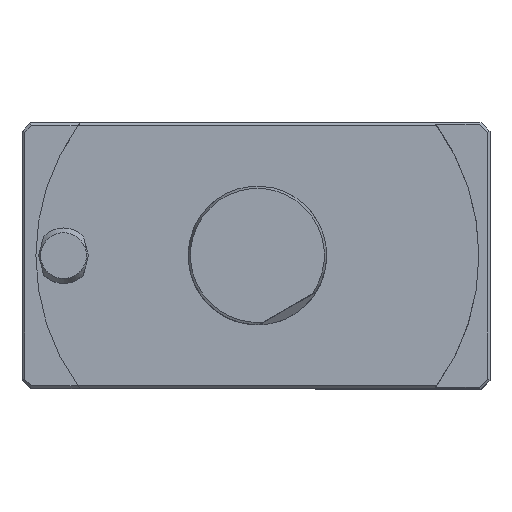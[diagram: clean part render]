
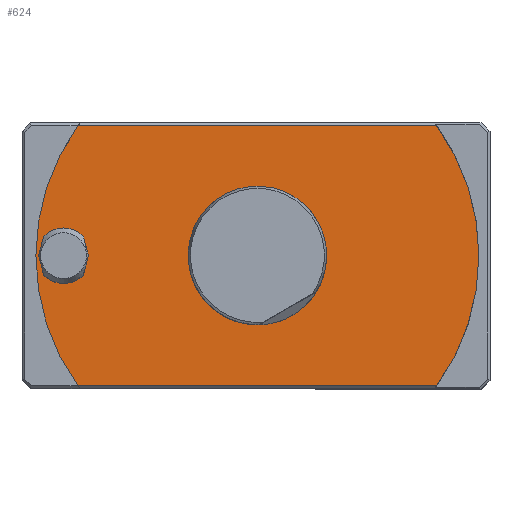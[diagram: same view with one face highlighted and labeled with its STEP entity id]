
A CAD part, top view. The second image highlights one B-rep face of the part: STEP entity #624.
In plain terms, the highlighted planar face has unit normal (0, 0, 1).
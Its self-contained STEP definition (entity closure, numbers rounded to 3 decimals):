
#184=LINE('',#3353,#364);
#185=LINE('',#3359,#365);
#259=LINE('',#3652,#439);
#260=LINE('',#3660,#440);
#262=LINE('',#3671,#442);
#263=LINE('',#3679,#443);
#364=VECTOR('',#2502,1.);
#365=VECTOR('',#2511,1.);
#439=VECTOR('',#2811,1.);
#440=VECTOR('',#2814,1.);
#442=VECTOR('',#2818,1.);
#443=VECTOR('',#2821,1.);
#489=FACE_BOUND('',#954,.T.);
#490=FACE_BOUND('',#955,.T.);
#491=FACE_BOUND('',#956,.T.);
#624=ADVANCED_FACE('',(#489,#490,#491),#728,.T.);
#728=PLANE('',#2272);
#954=EDGE_LOOP('',(#1482,#1483,#1484,#1485,#1486,#1487));
#955=EDGE_LOOP('',(#1488));
#956=EDGE_LOOP('',(#1489,#1490,#1491,#1492));
#1482=ORIENTED_EDGE('',*,*,#1989,.F.);
#1483=ORIENTED_EDGE('',*,*,#1997,.T.);
#1484=ORIENTED_EDGE('',*,*,#1999,.T.);
#1485=ORIENTED_EDGE('',*,*,#1991,.T.);
#1486=ORIENTED_EDGE('',*,*,#2002,.T.);
#1487=ORIENTED_EDGE('',*,*,#2004,.T.);
#1488=ORIENTED_EDGE('',*,*,#1864,.F.);
#1489=ORIENTED_EDGE('',*,*,#1862,.F.);
#1490=ORIENTED_EDGE('',*,*,#1860,.T.);
#1491=ORIENTED_EDGE('',*,*,#1858,.F.);
#1492=ORIENTED_EDGE('',*,*,#1857,.T.);
#1629=VERTEX_POINT('',#3350);
#1630=VERTEX_POINT('',#3352);
#1631=VERTEX_POINT('',#3356);
#1632=VERTEX_POINT('',#3360);
#1634=VERTEX_POINT('',#3368);
#1716=VERTEX_POINT('',#3629);
#1717=VERTEX_POINT('',#3631);
#1718=VERTEX_POINT('',#3635);
#1719=VERTEX_POINT('',#3636);
#1723=VERTEX_POINT('',#3651);
#1725=VERTEX_POINT('',#3670);
#1857=EDGE_CURVE('',#1629,#1630,#184,.T.);
#1858=EDGE_CURVE('',#1629,#1631,#2039,.T.);
#1860=EDGE_CURVE('',#1632,#1631,#185,.T.);
#1862=EDGE_CURVE('',#1632,#1630,#2040,.T.);
#1864=EDGE_CURVE('',#1634,#1634,#2042,.T.);
#1989=EDGE_CURVE('',#1716,#1717,#2047,.T.);
#1991=EDGE_CURVE('',#1718,#1719,#2048,.T.);
#1997=EDGE_CURVE('',#1716,#1723,#259,.T.);
#1999=EDGE_CURVE('',#1723,#1718,#260,.T.);
#2002=EDGE_CURVE('',#1719,#1725,#262,.T.);
#2004=EDGE_CURVE('',#1725,#1717,#263,.T.);
#2039=CIRCLE('',#2149,80.);
#2040=CIRCLE('',#2154,80.);
#2042=CIRCLE('',#2157,25.);
#2047=CIRCLE('',#2260,10.);
#2048=CIRCLE('',#2262,10.);
#2149=AXIS2_PLACEMENT_3D('',#3355,#2505,#2506);
#2154=AXIS2_PLACEMENT_3D('',#3363,#2516,#2517);
#2157=AXIS2_PLACEMENT_3D('',#3367,#2522,#2523);
#2260=AXIS2_PLACEMENT_3D('',#3630,#2797,#2798);
#2262=AXIS2_PLACEMENT_3D('',#3634,#2802,#2803);
#2272=AXIS2_PLACEMENT_3D('',#3685,#2830,#2831);
#2502=DIRECTION('',(1.,0.,0.));
#2505=DIRECTION('',(0.,0.,-1.));
#2506=DIRECTION('',(-1.,0.,0.));
#2511=DIRECTION('',(-1.,0.,0.));
#2516=DIRECTION('',(0.,0.,-1.));
#2517=DIRECTION('',(-1.,0.,0.));
#2522=DIRECTION('',(0.,0.,1.));
#2523=DIRECTION('',(0.,-1.,0.));
#2797=DIRECTION('',(0.,0.,1.));
#2798=DIRECTION('',(0.,-1.,0.));
#2802=DIRECTION('',(0.,0.,-1.));
#2803=DIRECTION('',(1.,0.,0.));
#2811=DIRECTION('',(0.259,-0.966,0.));
#2814=DIRECTION('',(-0.259,-0.966,0.));
#2818=DIRECTION('',(-0.259,0.966,0.));
#2821=DIRECTION('',(0.259,0.966,0.));
#2830=DIRECTION('',(0.,0.,1.));
#2831=DIRECTION('',(0.,1.,0.));
#3350=CARTESIAN_POINT('',(-64.738,-47.,0.));
#3352=CARTESIAN_POINT('',(64.738,-47.,0.));
#3353=CARTESIAN_POINT('',(-85.,-47.,0.));
#3355=CARTESIAN_POINT('',(0.,0.,0.));
#3356=CARTESIAN_POINT('',(-64.738,47.,0.));
#3359=CARTESIAN_POINT('',(-85.,47.,0.));
#3360=CARTESIAN_POINT('',(64.738,47.,0.));
#3363=CARTESIAN_POINT('',(0.,0.,0.));
#3367=CARTESIAN_POINT('',(0.,0.,0.));
#3368=CARTESIAN_POINT('',(0.,-25.,0.));
#3629=CARTESIAN_POINT('',(-62.873,7.014,0.));
#3630=CARTESIAN_POINT('',(-70.,0.,0.));
#3631=CARTESIAN_POINT('',(-77.127,7.014,0.));
#3634=CARTESIAN_POINT('',(-70.,0.,0.));
#3635=CARTESIAN_POINT('',(-62.873,-7.014,0.));
#3636=CARTESIAN_POINT('',(-77.127,-7.014,0.));
#3651=CARTESIAN_POINT('',(-60.993,0.,0.));
#3652=CARTESIAN_POINT('',(-61.039,0.17,0.));
#3660=CARTESIAN_POINT('',(-61.039,-0.17,0.));
#3670=CARTESIAN_POINT('',(-79.007,0.,0.));
#3671=CARTESIAN_POINT('',(-77.846,-4.333,0.));
#3679=CARTESIAN_POINT('',(-77.846,4.333,0.));
#3685=CARTESIAN_POINT('',(-85.,48.,0.));
